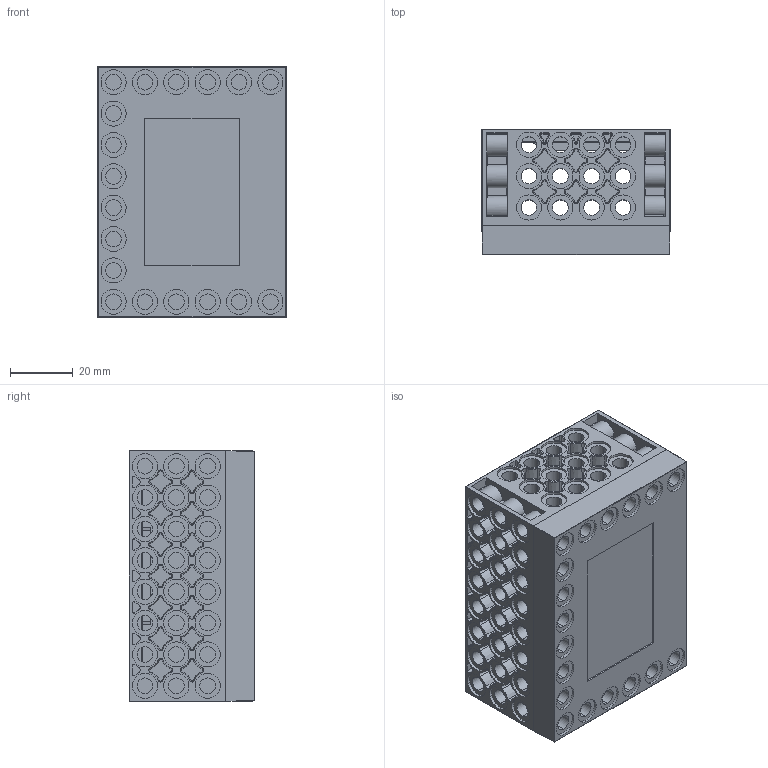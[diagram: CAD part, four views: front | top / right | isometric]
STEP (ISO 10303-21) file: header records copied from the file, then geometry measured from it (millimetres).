
FILE_DESCRIPTION (( 'STEP AP214' ), '1' );
FILE_NAME ('BAbeta.STEP', '2019-09-11T11:10:15', ( '' ), ( '' ), 'SwSTEP 2.0', 'SolidWorks 2019', '' );
FILE_SCHEMA (( 'AUTOMOTIVE_DESIGN' ));
Length unit declared in the file: millimetre
Products named in the file (1): BAbeta
Bounding box: 60 x 40 x 80 mm (x, y, z)
Volume: 60482.5 mm3; surface area: 55543.4 mm2
Topology: 1 solids, 24 shells, 1528 faces, 3733 edges, 2405 vertices
Faces by surface type: cylinder 625, plane 521, cone 257, sphere 80, torus 31, bspline 14
Entity records: 48755 total; most frequent: CARTESIAN_POINT 10422, DIRECTION 8282, ORIENTED_EDGE 7458, EDGE_CURVE 3729, AXIS2_PLACEMENT_3D 3256, VERTEX_POINT 2405, EDGE_LOOP 1774, LINE 1770
